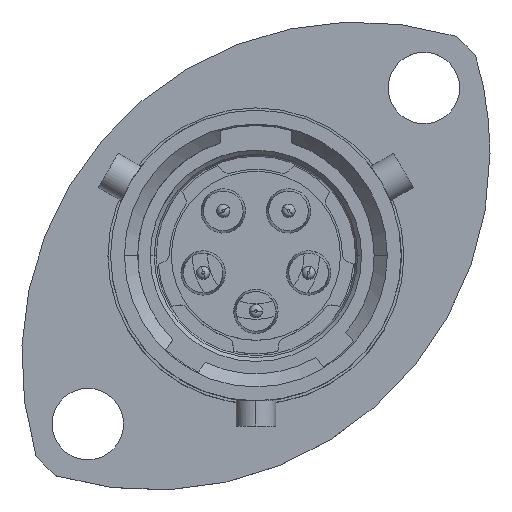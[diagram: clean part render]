
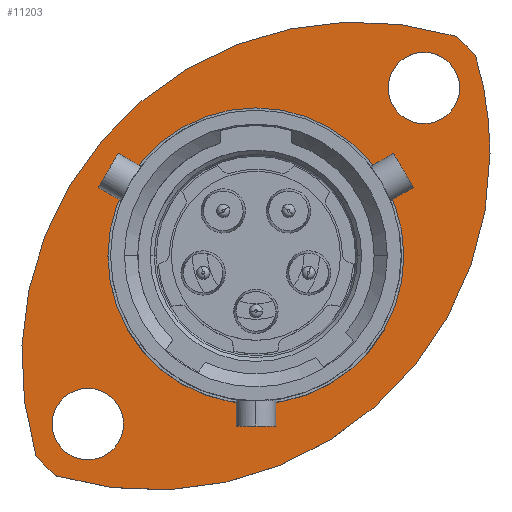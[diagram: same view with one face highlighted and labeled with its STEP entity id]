
A CAD part, top view. The second image highlights one B-rep face of the part: STEP entity #11203.
In plain terms, the highlighted planar face has unit normal (0, 0, 1).
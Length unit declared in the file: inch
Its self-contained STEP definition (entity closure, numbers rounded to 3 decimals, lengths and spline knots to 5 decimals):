
#458 = AXIS2_PLACEMENT_3D ( 'NONE', #1693, #1694, #1695 ) ;
#460 = CIRCLE ( 'NONE', #469, 0.05315 ) ;
#464 = CIRCLE ( 'NONE', #458, 0.22047 ) ;
#469 = AXIS2_PLACEMENT_3D ( 'NONE', #1698, #1699, #1700 ) ;
#484 = CIRCLE ( 'NONE', #489, 0.05315 ) ;
#489 = AXIS2_PLACEMENT_3D ( 'NONE', #1736, #1737, #1738 ) ;
#864 = AXIS2_PLACEMENT_3D ( 'NONE', #2761, #2762, #2763 ) ;
#1693 = CARTESIAN_POINT ( 'NONE',  ( 0., 0., -0.4311 ) ) ;
#1694 = DIRECTION ( 'NONE',  ( 0., 0., 1. ) ) ;
#1695 = DIRECTION ( 'NONE',  ( 1., 0., 0. ) ) ;
#1698 = CARTESIAN_POINT ( 'NONE',  ( -0.25039, -0.25039, -0.4311 ) ) ;
#1699 = DIRECTION ( 'NONE',  ( 0., 0., 1. ) ) ;
#1700 = DIRECTION ( 'NONE',  ( -1., 0., 0. ) ) ;
#1736 = CARTESIAN_POINT ( 'NONE',  ( 0.25039, 0.25039, -0.4311 ) ) ;
#1737 = DIRECTION ( 'NONE',  ( 0., 0., 1. ) ) ;
#1738 = DIRECTION ( 'NONE',  ( 1., 0., 0. ) ) ;
#2744 = PLANE ( 'NONE',  #864 ) ;
#2745 = FACE_BOUND ( 'NONE', #4511, .T. ) ;
#2747 = FACE_BOUND ( 'NONE', #4494, .T. ) ;
#2749 = FACE_BOUND ( 'NONE', #4512, .T. ) ;
#2751 = FACE_OUTER_BOUND ( 'NONE', #4508, .T. ) ;
#2761 = CARTESIAN_POINT ( 'NONE',  ( 0., 0.22047, -0.4311 ) ) ;
#2762 = DIRECTION ( 'NONE',  ( 0., 0., -1. ) ) ;
#2763 = DIRECTION ( 'NONE',  ( -1., 0., 0. ) ) ;
#3378 = CARTESIAN_POINT ( 'NONE',  ( 0., 0., -0.4311 ) ) ;
#3379 = DIRECTION ( 'NONE',  ( 0., 0., 1. ) ) ;
#3380 = DIRECTION ( 'NONE',  ( 1., 0., 0. ) ) ;
#3391 = CARTESIAN_POINT ( 'NONE',  ( 0.15311, -0.15311, -0.4311 ) ) ;
#3392 = DIRECTION ( 'NONE',  ( 0., 0., -1. ) ) ;
#3393 = DIRECTION ( 'NONE',  ( 1., 0., 0. ) ) ;
#3394 = CARTESIAN_POINT ( 'NONE',  ( -0.15311, 0.15311, -0.4311 ) ) ;
#3395 = DIRECTION ( 'NONE',  ( 0., 0., -1. ) ) ;
#3396 = DIRECTION ( 'NONE',  ( -1., 0., 0. ) ) ;
#3397 = CARTESIAN_POINT ( 'NONE',  ( 0., 0., -0.4311 ) ) ;
#3398 = DIRECTION ( 'NONE',  ( 0., 0., 1. ) ) ;
#3399 = DIRECTION ( 'NONE',  ( 1., 0., 0. ) ) ;
#3406 = CARTESIAN_POINT ( 'NONE',  ( 0.25039, 0.25039, -0.4311 ) ) ;
#3407 = DIRECTION ( 'NONE',  ( 0., 0., 1. ) ) ;
#3408 = DIRECTION ( 'NONE',  ( 1., 0., 0. ) ) ;
#3412 = CARTESIAN_POINT ( 'NONE',  ( -0.25039, -0.25039, -0.4311 ) ) ;
#3413 = DIRECTION ( 'NONE',  ( 0., 0., 1. ) ) ;
#3414 = DIRECTION ( 'NONE',  ( -1., 0., 0. ) ) ;
#3429 = CARTESIAN_POINT ( 'NONE',  ( -0.15311, 0.15311, -0.4311 ) ) ;
#3430 = DIRECTION ( 'NONE',  ( 0., 0., -1. ) ) ;
#3431 = DIRECTION ( 'NONE',  ( -1., 0., 0. ) ) ;
#3612 = CIRCLE ( 'NONE', #3615, 0.22047 ) ;
#3615 = AXIS2_PLACEMENT_3D ( 'NONE', #3378, #3379, #3380 ) ;
#3619 = CIRCLE ( 'NONE', #3625, 0.50197 ) ;
#3620 = CIRCLE ( 'NONE', #3623, 0.50197 ) ;
#3623 = AXIS2_PLACEMENT_3D ( 'NONE', #3391, #3392, #3393 ) ;
#3624 = CIRCLE ( 'NONE', #3627, 0.44291 ) ;
#3625 = AXIS2_PLACEMENT_3D ( 'NONE', #3394, #3395, #3396 ) ;
#3626 = CIRCLE ( 'NONE', #3634, 0.05315 ) ;
#3627 = AXIS2_PLACEMENT_3D ( 'NONE', #3397, #3398, #3399 ) ;
#3628 = CIRCLE ( 'NONE', #3631, 0.05315 ) ;
#3631 = AXIS2_PLACEMENT_3D ( 'NONE', #3406, #3407, #3408 ) ;
#3634 = AXIS2_PLACEMENT_3D ( 'NONE', #3412, #3413, #3414 ) ;
#3641 = CIRCLE ( 'NONE', #3644, 0.50197 ) ;
#3644 = AXIS2_PLACEMENT_3D ( 'NONE', #3429, #3430, #3431 ) ;
#3751 = CIRCLE ( 'NONE', #3754, 0.44291 ) ;
#3754 = AXIS2_PLACEMENT_3D ( 'NONE', #4062, #4063, #4065 ) ;
#4062 = CARTESIAN_POINT ( 'NONE',  ( 0., 0., -0.4311 ) ) ;
#4063 = DIRECTION ( 'NONE',  ( 0., 0., 1. ) ) ;
#4065 = DIRECTION ( 'NONE',  ( 1., 0., 0. ) ) ;
#4494 = EDGE_LOOP ( 'NONE', ( #7759, #7760 ) ) ;
#4508 = EDGE_LOOP ( 'NONE', ( #7763, #7764, #7765, #7766, #7767 ) ) ;
#4511 = EDGE_LOOP ( 'NONE', ( #7757, #7758 ) ) ;
#4512 = EDGE_LOOP ( 'NONE', ( #7761, #7762 ) ) ;
#4549 = VERTEX_POINT ( 'NONE', #5330 ) ;
#4551 = VERTEX_POINT ( 'NONE', #5332 ) ;
#4558 = VERTEX_POINT ( 'NONE', #5339 ) ;
#4575 = VERTEX_POINT ( 'NONE', #5356 ) ;
#4586 = VERTEX_POINT ( 'NONE', #5367 ) ;
#4621 = VERTEX_POINT ( 'NONE', #5402 ) ;
#4629 = VERTEX_POINT ( 'NONE', #5410 ) ;
#4632 = VERTEX_POINT ( 'NONE', #5413 ) ;
#4639 = VERTEX_POINT ( 'NONE', #5420 ) ;
#4644 = VERTEX_POINT ( 'NONE', #5425 ) ;
#4650 = VERTEX_POINT ( 'NONE', #5431 ) ;
#5330 = CARTESIAN_POINT ( 'NONE',  ( 0.2983, 0.3274, -0.4311 ) ) ;
#5332 = CARTESIAN_POINT ( 'NONE',  ( -0.3274, -0.2983, -0.4311 ) ) ;
#5339 = CARTESIAN_POINT ( 'NONE',  ( -0.30354, -0.25039, -0.4311 ) ) ;
#5356 = CARTESIAN_POINT ( 'NONE',  ( -0.2983, -0.3274, -0.4311 ) ) ;
#5367 = CARTESIAN_POINT ( 'NONE',  ( 0.19724, 0.25039, -0.4311 ) ) ;
#5402 = CARTESIAN_POINT ( 'NONE',  ( 0.34885, 0.15311, -0.4311 ) ) ;
#5410 = CARTESIAN_POINT ( 'NONE',  ( 0.22047, 0., -0.4311 ) ) ;
#5413 = CARTESIAN_POINT ( 'NONE',  ( 0.30354, 0.25039, -0.4311 ) ) ;
#5420 = CARTESIAN_POINT ( 'NONE',  ( -0.19724, -0.25039, -0.4311 ) ) ;
#5425 = CARTESIAN_POINT ( 'NONE',  ( -0.22047, 0., -0.4311 ) ) ;
#5431 = CARTESIAN_POINT ( 'NONE',  ( 0.3274, 0.2983, -0.4311 ) ) ;
#7757 = ORIENTED_EDGE ( 'NONE', *, *, #11306, .F. ) ;
#7758 = ORIENTED_EDGE ( 'NONE', *, *, #11113, .F. ) ;
#7759 = ORIENTED_EDGE ( 'NONE', *, *, #11304, .F. ) ;
#7760 = ORIENTED_EDGE ( 'NONE', *, *, #11126, .F. ) ;
#7761 = ORIENTED_EDGE ( 'NONE', *, *, #11112, .F. ) ;
#7762 = ORIENTED_EDGE ( 'NONE', *, *, #11295, .F. ) ;
#7763 = ORIENTED_EDGE ( 'NONE', *, *, #11390, .T. ) ;
#7764 = ORIENTED_EDGE ( 'NONE', *, *, #11312, .F. ) ;
#7765 = ORIENTED_EDGE ( 'NONE', *, *, #11301, .F. ) ;
#7766 = ORIENTED_EDGE ( 'NONE', *, *, #11302, .T. ) ;
#7767 = ORIENTED_EDGE ( 'NONE', *, *, #11300, .F. ) ;
#11112 = EDGE_CURVE ( 'NONE', #4629, #4644, #464, .T. ) ;
#11113 = EDGE_CURVE ( 'NONE', #4558, #4639, #460, .T. ) ;
#11126 = EDGE_CURVE ( 'NONE', #4586, #4632, #484, .T. ) ;
#11203 = ADVANCED_FACE ( 'NONE', ( #2745, #2747, #2749, #2751 ), #2744, .F. ) ;
#11295 = EDGE_CURVE ( 'NONE', #4644, #4629, #3612, .T. ) ;
#11300 = EDGE_CURVE ( 'NONE', #4551, #4549, #3620, .T. ) ;
#11301 = EDGE_CURVE ( 'NONE', #4650, #4621, #3619, .T. ) ;
#11302 = EDGE_CURVE ( 'NONE', #4650, #4549, #3624, .T. ) ;
#11304 = EDGE_CURVE ( 'NONE', #4632, #4586, #3628, .T. ) ;
#11306 = EDGE_CURVE ( 'NONE', #4639, #4558, #3626, .T. ) ;
#11312 = EDGE_CURVE ( 'NONE', #4621, #4575, #3641, .T. ) ;
#11390 = EDGE_CURVE ( 'NONE', #4551, #4575, #3751, .T. ) ;
